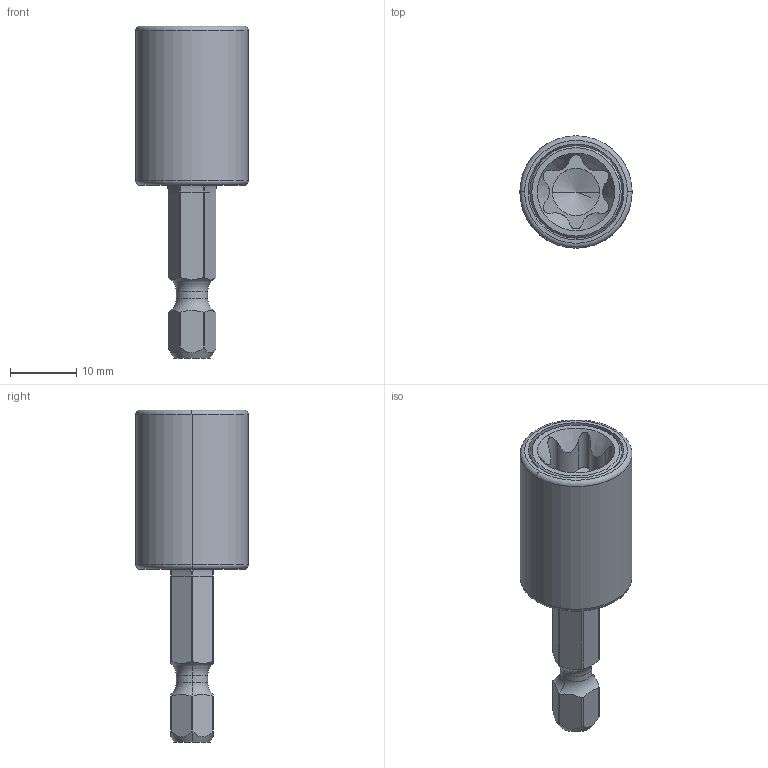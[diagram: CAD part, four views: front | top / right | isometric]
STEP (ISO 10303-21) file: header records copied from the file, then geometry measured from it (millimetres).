
FILE_DESCRIPTION((''),'2;1');
FILE_NAME('4027107312_ASM','2023-09-01T10:44:56',('a00565553'),(''),'CREO PARAMETRIC BY PTC INC, 2022414','CREO PARAMETRIC BY PTC INC, 2022414','');
FILE_SCHEMA(('CONFIG_CONTROL_DESIGN','GEOMETRIC_VALIDATION_PROPERTIES_MIM'));
Length unit declared in the file: millimetre
Products named in the file (3): 4027908263; 4027040395; 4027107312_ASM
Assembly tree (2 placements, depth 2):
  4027107312_ASM
    4027908263
    4027040395
Bounding box: 16.9 x 16.9 x 50 mm (x, y, z)
Volume: 4842.8 mm3; surface area: 4797.3 mm2
Topology: 2 solids, 2 shells, 103 faces, 250 edges, 153 vertices
Faces by surface type: cylinder 48, torus 24, plane 19, cone 12
Entity records: 3762 total; most frequent: CARTESIAN_POINT 982, DIRECTION 536, ORIENTED_EDGE 496, EDGE_CURVE 248, AXIS2_PLACEMENT_3D 232, VERTEX_POINT 153, CIRCLE 124, EDGE_LOOP 109
